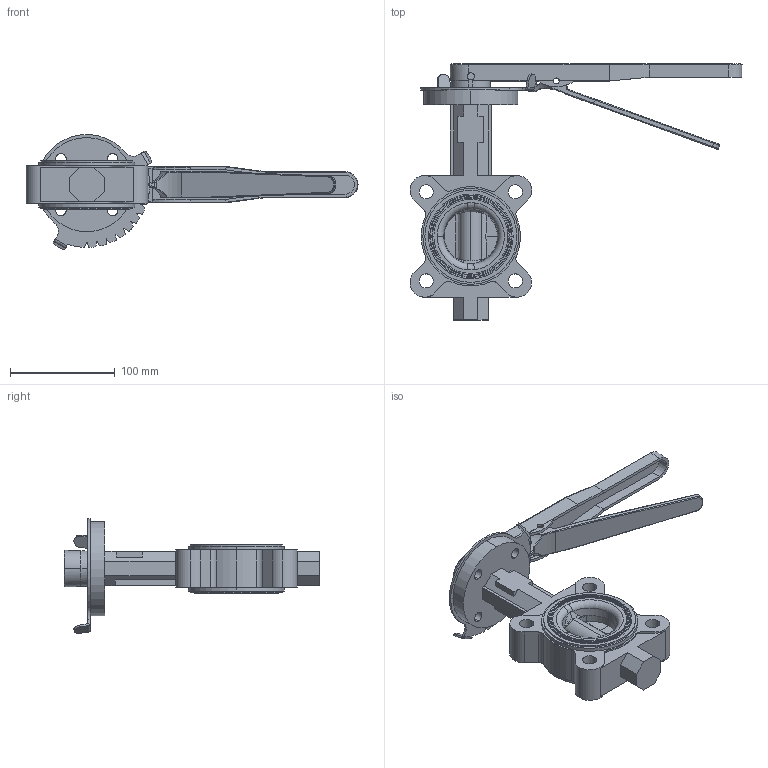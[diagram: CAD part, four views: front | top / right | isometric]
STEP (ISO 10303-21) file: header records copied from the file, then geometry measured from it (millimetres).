
FILE_DESCRIPTION (( 'STEP AP214' ), '1' );
FILE_NAME ('NS-0200-LUG-HANDLE.step', '2019-03-07T20:46:08', ( '' ), ( '' ), 'SwSTEP 2.0', 'SolidWorks 2019', '' );
FILE_SCHEMA (( 'AUTOMOTIVE_DESIGN' ));
Length unit declared in the file: inch
Products named in the file (1): NS-0200-LUG-HANDLE
Bounding box: 317.66 x 244.94 x 110.01 mm (x, y, z)
Surface area: 144267.5 mm2 (no closed solid volume)
Topology: 0 solids, 27 shells, 466 faces, 1681 edges, 1217 vertices
Faces by surface type: cylinder 180, plane 163, bspline 57, torus 38, cone 25, sphere 3
Entity records: 31176 total; most frequent: CARTESIAN_POINT 11504, ORIENTED_EDGE 2797, DIRECTION 2596, EDGE_CURVE 1678, VERTEX_POINT 1217, AXIS2_PLACEMENT_3D 926, LINE 744, VECTOR 744
